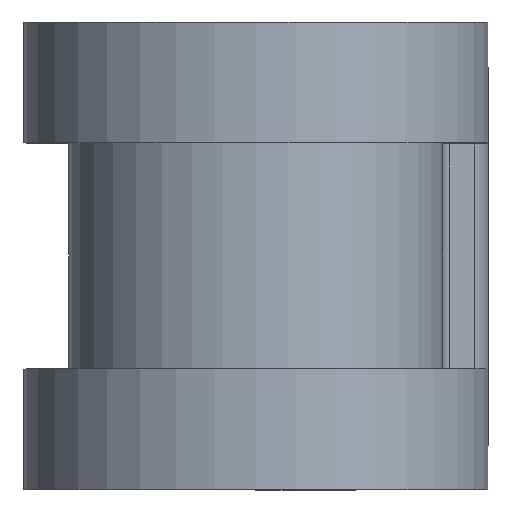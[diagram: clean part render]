
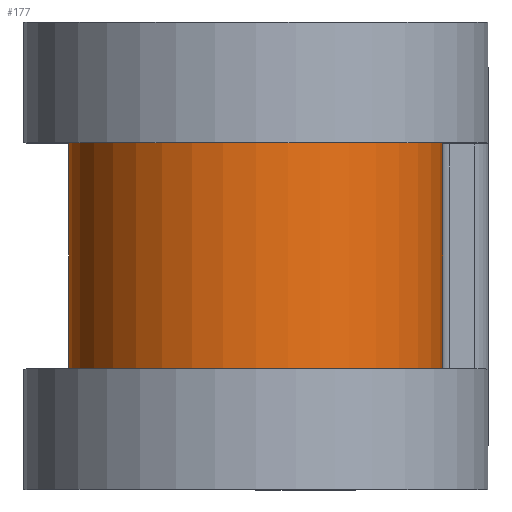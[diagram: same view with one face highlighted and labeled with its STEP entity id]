
A CAD part, top view. The second image highlights one B-rep face of the part: STEP entity #177.
In plain terms, the highlighted cylindrical face has radius 6.299 mm (diameter 12.598 mm), a partial arc.
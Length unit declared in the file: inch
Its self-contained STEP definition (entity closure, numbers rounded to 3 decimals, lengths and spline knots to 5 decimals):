
#22 = ORIENTED_EDGE ( 'NONE', *, *, #668, .F. ) ;
#131 = DIRECTION ( 'NONE',  ( 0., 0., -1. ) ) ;
#177 = ADVANCED_FACE ( 'NONE', ( #919 ), #876, .T. ) ;
#260 = DIRECTION ( 'NONE',  ( 0., -1., 0. ) ) ;
#261 = AXIS2_PLACEMENT_3D ( 'NONE', #464, #496, #507 ) ;
#289 = EDGE_LOOP ( 'NONE', ( #990, #1454, #820, #22 ) ) ;
#299 = EDGE_CURVE ( 'NONE', #1283, #1751, #940, .T. ) ;
#420 = CARTESIAN_POINT ( 'NONE',  ( 0.248, -0.15, 0. ) ) ;
#464 = CARTESIAN_POINT ( 'NONE',  ( 0., 0.25, 0. ) ) ;
#496 = DIRECTION ( 'NONE',  ( 0., -1., 0. ) ) ;
#507 = DIRECTION ( 'NONE',  ( 0., 0., -1. ) ) ;
#641 = AXIS2_PLACEMENT_3D ( 'NONE', #790, #798, #808 ) ;
#648 = LINE ( 'NONE', #655, #1342 ) ;
#655 = CARTESIAN_POINT ( 'NONE',  ( 0., 0.25, -0.248 ) ) ;
#668 = EDGE_CURVE ( 'NONE', #1751, #802, #750, .T. ) ;
#750 = CIRCLE ( 'NONE', #641, 0.248 ) ;
#760 = CARTESIAN_POINT ( 'NONE',  ( 0., -0.15, -0.248 ) ) ;
#762 = CIRCLE ( 'NONE', #1365, 0.248 ) ;
#790 = CARTESIAN_POINT ( 'NONE',  ( 0., -0.15, 0. ) ) ;
#798 = DIRECTION ( 'NONE',  ( 0., -1., 0. ) ) ;
#802 = VERTEX_POINT ( 'NONE', #760 ) ;
#808 = DIRECTION ( 'NONE',  ( 0., 0., -1. ) ) ;
#820 = ORIENTED_EDGE ( 'NONE', *, *, #1540, .T. ) ;
#825 = CARTESIAN_POINT ( 'NONE',  ( 0., 0.15, -0.248 ) ) ;
#876 = CYLINDRICAL_SURFACE ( 'NONE', #261, 0.248 ) ;
#919 = FACE_OUTER_BOUND ( 'NONE', #289, .T. ) ;
#940 = LINE ( 'NONE', #1299, #1614 ) ;
#942 = DIRECTION ( 'NONE',  ( 0., -1., 0. ) ) ;
#990 = ORIENTED_EDGE ( 'NONE', *, *, #299, .F. ) ;
#1146 = EDGE_CURVE ( 'NONE', #1283, #1237, #762, .T. ) ;
#1208 = CARTESIAN_POINT ( 'NONE',  ( 0.248, 0.15, 0. ) ) ;
#1237 = VERTEX_POINT ( 'NONE', #825 ) ;
#1283 = VERTEX_POINT ( 'NONE', #1208 ) ;
#1290 = DIRECTION ( 'NONE',  ( 0., -1., 0. ) ) ;
#1299 = CARTESIAN_POINT ( 'NONE',  ( 0.248, 0.25, 0. ) ) ;
#1342 = VECTOR ( 'NONE', #260, 39.37008 ) ;
#1365 = AXIS2_PLACEMENT_3D ( 'NONE', #1752, #942, #131 ) ;
#1454 = ORIENTED_EDGE ( 'NONE', *, *, #1146, .T. ) ;
#1540 = EDGE_CURVE ( 'NONE', #1237, #802, #648, .T. ) ;
#1614 = VECTOR ( 'NONE', #1290, 39.37008 ) ;
#1751 = VERTEX_POINT ( 'NONE', #420 ) ;
#1752 = CARTESIAN_POINT ( 'NONE',  ( 0., 0.15, 0. ) ) ;
